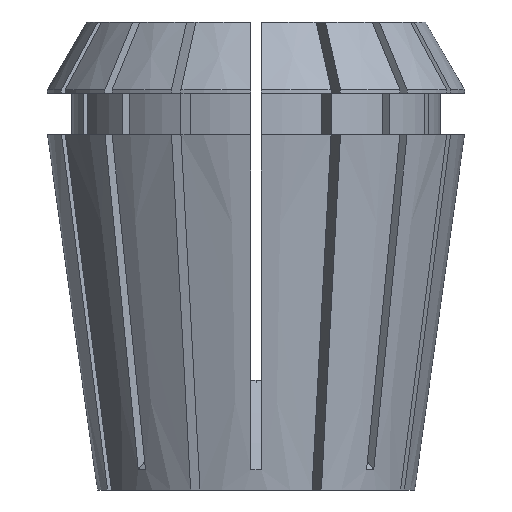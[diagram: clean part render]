
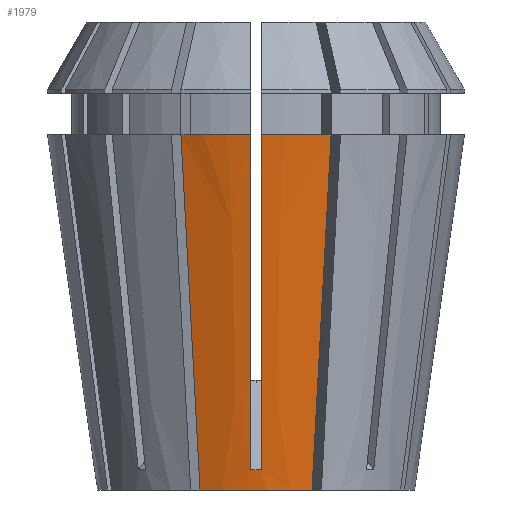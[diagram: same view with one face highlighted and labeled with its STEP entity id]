
A CAD part, front view. The second image highlights one B-rep face of the part: STEP entity #1979.
In plain terms, the highlighted conical face has half-angle 8 degrees and reference radius 15.595 mm.
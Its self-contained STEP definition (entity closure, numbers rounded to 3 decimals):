
#122 = CARTESIAN_POINT ( 'NONE',  ( 0.5, -15.869, 2.006 ) ) ;
#173 = CARTESIAN_POINT ( 'NONE',  ( 0.5, -15.869, 2.006 ) ) ;
#220 = EDGE_CURVE ( 'NONE', #2047, #4581, #1546, .T. ) ;
#398 = CARTESIAN_POINT ( 'NONE',  ( 5.503, -14.592, 0. ) ) ;
#499 = CARTESIAN_POINT ( 'NONE',  ( -6.755, -17.615, 23.267 ) ) ;
#569 = CARTESIAN_POINT ( 'NONE',  ( -5.503, -14.592, 0. ) ) ;
#573 = B_SPLINE_CURVE_WITH_KNOTS ( 'NONE', 3,
 ( #4343, #499, #1438, #569 ),
 .UNSPECIFIED., .F., .F.,
 ( 4, 4 ),
 ( 0., 0.035 ),
 .UNSPECIFIED. ) ;
#666 = CARTESIAN_POINT ( 'NONE',  ( -0.167, -15.879, 1.998 ) ) ;
#686 = EDGE_CURVE ( 'NONE', #4843, #2962, #4189, .T. ) ;
#1053 = CARTESIAN_POINT ( 'NONE',  ( -0.5, -16.084, 3.535 ) ) ;
#1097 = CARTESIAN_POINT ( 'NONE',  ( -0.5, -15.869, 2.006 ) ) ;
#1129 = DIRECTION ( 'NONE',  ( 0., 0., 1. ) ) ;
#1292 = B_SPLINE_CURVE_WITH_KNOTS ( 'NONE', 3,
 ( #2890, #666, #2436, #5412 ),
 .UNSPECIFIED., .F., .F.,
 ( 4, 4 ),
 ( 0., 0.001 ),
 .UNSPECIFIED. ) ;
#1320 = DIRECTION ( 'NONE',  ( -1., 0., 0. ) ) ;
#1333 = B_SPLINE_CURVE_WITH_KNOTS ( 'NONE', 3,
 ( #3588, #1887, #3281, #3654 ),
 .UNSPECIFIED., .F., .F.,
 ( 4, 4 ),
 ( 0., 0.035 ),
 .UNSPECIFIED. ) ;
#1359 = CARTESIAN_POINT ( 'NONE',  ( 0.5, -20.494, 34.9 ) ) ;
#1378 = EDGE_CURVE ( 'NONE', #4817, #2582, #3031, .T. ) ;
#1438 = CARTESIAN_POINT ( 'NONE',  ( -6.129, -16.104, 11.633 ) ) ;
#1546 = CIRCLE ( 'NONE', #3711, 15.595 ) ;
#1584 = DIRECTION ( 'NONE',  ( 0., 0., -1. ) ) ;
#1630 = ORIENTED_EDGE ( 'NONE', *, *, #3661, .T. ) ;
#1780 = CARTESIAN_POINT ( 'NONE',  ( 0.5, -16.084, 3.535 ) ) ;
#1796 = EDGE_CURVE ( 'NONE', #4817, #2078, #3987, .T. ) ;
#1887 = CARTESIAN_POINT ( 'NONE',  ( 6.755, -17.615, 23.267 ) ) ;
#1890 = ORIENTED_EDGE ( 'NONE', *, *, #3079, .F. ) ;
#1977 = CARTESIAN_POINT ( 'NONE',  ( 0., 0., 0. ) ) ;
#1979 = ADVANCED_FACE ( 'NONE', ( #2989 ), #5501, .T. ) ;
#2047 = VERTEX_POINT ( 'NONE', #398 ) ;
#2078 = VERTEX_POINT ( 'NONE', #5458 ) ;
#2160 = EDGE_CURVE ( 'NONE', #4241, #4843, #4517, .T. ) ;
#2199 = CARTESIAN_POINT ( 'NONE',  ( 0.5, -20.38, 34.088 ) ) ;
#2281 = DIRECTION ( 'NONE',  ( -1., 0., 0. ) ) ;
#2286 = ORIENTED_EDGE ( 'NONE', *, *, #1378, .T. ) ;
#2311 = CARTESIAN_POINT ( 'NONE',  ( -0.5, -20.152, 32.464 ) ) ;
#2426 = ORIENTED_EDGE ( 'NONE', *, *, #686, .T. ) ;
#2436 = CARTESIAN_POINT ( 'NONE',  ( 0.167, -15.879, 1.998 ) ) ;
#2509 = DIRECTION ( 'NONE',  ( 1., 0., 0. ) ) ;
#2582 = VERTEX_POINT ( 'NONE', #3795 ) ;
#2665 = CARTESIAN_POINT ( 'NONE',  ( 0.5, -15.977, 2.77 ) ) ;
#2882 = DIRECTION ( 'NONE',  ( -1., 0., 0. ) ) ;
#2890 = CARTESIAN_POINT ( 'NONE',  ( -0.5, -15.869, 2.006 ) ) ;
#2962 = VERTEX_POINT ( 'NONE', #173 ) ;
#2968 = DIRECTION ( 'NONE',  ( 0., 0., -1. ) ) ;
#2989 = FACE_OUTER_BOUND ( 'NONE', #5449, .T. ) ;
#3031 = CIRCLE ( 'NONE', #3747, 20.5 ) ;
#3049 = ORIENTED_EDGE ( 'NONE', *, *, #3143, .F. ) ;
#3079 = EDGE_CURVE ( 'NONE', #4241, #2047, #1333, .T. ) ;
#3141 = CARTESIAN_POINT ( 'NONE',  ( 0.5, -20.152, 32.464 ) ) ;
#3143 = EDGE_CURVE ( 'NONE', #2078, #2962, #1292, .T. ) ;
#3281 = CARTESIAN_POINT ( 'NONE',  ( 6.129, -16.104, 11.633 ) ) ;
#3428 = CARTESIAN_POINT ( 'NONE',  ( 0., 0., 0. ) ) ;
#3570 = CARTESIAN_POINT ( 'NONE',  ( -0.5, -20.494, 34.9 ) ) ;
#3588 = CARTESIAN_POINT ( 'NONE',  ( 7.381, -19.126, 34.9 ) ) ;
#3654 = CARTESIAN_POINT ( 'NONE',  ( 5.503, -14.592, 0. ) ) ;
#3657 = CARTESIAN_POINT ( 'NONE',  ( -0.5, -15.977, 2.77 ) ) ;
#3661 = EDGE_CURVE ( 'NONE', #2582, #4581, #573, .T. ) ;
#3711 = AXIS2_PLACEMENT_3D ( 'NONE', #3428, #2968, #1320 ) ;
#3747 = AXIS2_PLACEMENT_3D ( 'NONE', #4140, #1584, #2882 ) ;
#3762 = CARTESIAN_POINT ( 'NONE',  ( 0.5, -20.494, 34.9 ) ) ;
#3795 = CARTESIAN_POINT ( 'NONE',  ( -7.381, -19.126, 34.9 ) ) ;
#3939 = CARTESIAN_POINT ( 'NONE',  ( 0.5, -17.512, 13.688 ) ) ;
#3963 = CARTESIAN_POINT ( 'NONE',  ( -0.5, -20.266, 33.276 ) ) ;
#3970 = CARTESIAN_POINT ( 'NONE',  ( -5.503, -14.592, 0. ) ) ;
#3971 = ORIENTED_EDGE ( 'NONE', *, *, #2160, .T. ) ;
#3987 = B_SPLINE_CURVE_WITH_KNOTS ( 'NONE', 3,
 ( #3570, #4875, #3963, #2311, #5293, #4072, #5325, #1053, #3657, #1097 ),
 .UNSPECIFIED., .F., .F.,
 ( 4, 3, 3, 4 ),
 ( 0.076, 0.078, 0.107, 0.109 ),
 .UNSPECIFIED. ) ;
#3993 = DIRECTION ( 'NONE',  ( 0., 0., -1. ) ) ;
#4072 = CARTESIAN_POINT ( 'NONE',  ( -0.5, -17.512, 13.688 ) ) ;
#4095 = CARTESIAN_POINT ( 'NONE',  ( -0.5, -20.494, 34.9 ) ) ;
#4140 = CARTESIAN_POINT ( 'NONE',  ( 0., 0., 34.9 ) ) ;
#4189 = B_SPLINE_CURVE_WITH_KNOTS ( 'NONE', 3,
 ( #1359, #2199, #4383, #3141, #5190, #3939, #5203, #1780, #2665, #122 ),
 .UNSPECIFIED., .F., .F.,
 ( 4, 3, 3, 4 ),
 ( 0.076, 0.078, 0.107, 0.109 ),
 .UNSPECIFIED. ) ;
#4241 = VERTEX_POINT ( 'NONE', #4891 ) ;
#4293 = AXIS2_PLACEMENT_3D ( 'NONE', #5268, #3993, #2281 ) ;
#4305 = ORIENTED_EDGE ( 'NONE', *, *, #1796, .F. ) ;
#4343 = CARTESIAN_POINT ( 'NONE',  ( -7.381, -19.126, 34.9 ) ) ;
#4383 = CARTESIAN_POINT ( 'NONE',  ( 0.5, -20.266, 33.276 ) ) ;
#4395 = ORIENTED_EDGE ( 'NONE', *, *, #220, .F. ) ;
#4498 = AXIS2_PLACEMENT_3D ( 'NONE', #1977, #1129, #2509 ) ;
#4517 = CIRCLE ( 'NONE', #4293, 20.5 ) ;
#4581 = VERTEX_POINT ( 'NONE', #3970 ) ;
#4817 = VERTEX_POINT ( 'NONE', #4095 ) ;
#4843 = VERTEX_POINT ( 'NONE', #3762 ) ;
#4875 = CARTESIAN_POINT ( 'NONE',  ( -0.5, -20.38, 34.088 ) ) ;
#4891 = CARTESIAN_POINT ( 'NONE',  ( 7.381, -19.126, 34.9 ) ) ;
#5190 = CARTESIAN_POINT ( 'NONE',  ( 0.5, -18.832, 23.076 ) ) ;
#5203 = CARTESIAN_POINT ( 'NONE',  ( 0.5, -16.192, 4.3 ) ) ;
#5268 = CARTESIAN_POINT ( 'NONE',  ( 0., 0., 34.9 ) ) ;
#5293 = CARTESIAN_POINT ( 'NONE',  ( -0.5, -18.832, 23.076 ) ) ;
#5325 = CARTESIAN_POINT ( 'NONE',  ( -0.5, -16.192, 4.3 ) ) ;
#5412 = CARTESIAN_POINT ( 'NONE',  ( 0.5, -15.869, 2.006 ) ) ;
#5449 = EDGE_LOOP ( 'NONE', ( #1890, #3971, #2426, #3049, #4305, #2286, #1630, #4395 ) ) ;
#5458 = CARTESIAN_POINT ( 'NONE',  ( -0.5, -15.869, 2.006 ) ) ;
#5501 = CONICAL_SURFACE ( 'NONE', #4498, 15.595, 0.14 ) ;
